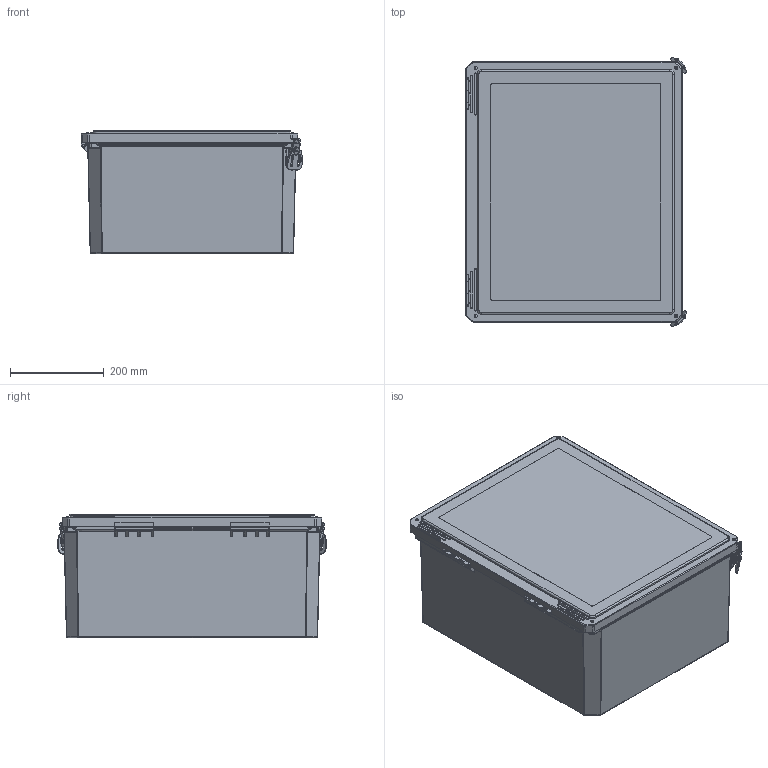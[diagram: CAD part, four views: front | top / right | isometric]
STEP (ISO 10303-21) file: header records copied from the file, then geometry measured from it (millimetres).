
FILE_DESCRIPTION(/* description */ (''),/* implementation_level */ '2;1');
FILE_NAME(/* name */ 'HW-201610CHTLW.stp',/* time_stamp */ '2016-08-25T15:20:47-05:00',/* author */ ('pmescher'),/* organization */ (''),/* preprocessor_version */ 'ST-DEVELOPER v16.5',/* originating_system */ 'Autodesk Inventor 2017',/* authorisation */ '');
FILE_SCHEMA (('AUTOMOTIVE_DESIGN { 1 0 10303 214 3 1 1 }'));
Products named in the file (17): HW-201610CHTLW; DS201610BOX; BRASS INSERT-(; BRASS INSERT-(_1; BRASS INSERT-(_2; DSW201610CVR; GA2016; BRASS INSERT-(_3; DS COVER  BUSH; DS201610A; LOCKWT; part2; AT40007; part1; hinge; part3; RMHINGAT40006-04
Assembly tree (33 placements, depth 3):
  HW-201610CHTLW
    DS201610BOX
    BRASS INSERT-(  x4
    BRASS INSERT-(_1  x4
    BRASS INSERT-(_2  x4
    DSW201610CVR
    GA2016
    BRASS INSERT-(_3  x4
    DS COVER  BUSH  x4
    DS201610A
    LOCKWT  x2
      part2
      AT40007
      part1
      hinge
      part3
    RMHINGAT40006-04  x2
Bounding box: 471.4 x 573.37 x 262.72 mm (x, y, z)
Volume: 5140246 mm3; surface area: 2110086.6 mm2
Topology: 36 solids, 36 shells, 2377 faces, 5865 edges, 3494 vertices
Faces by surface type: cylinder 932, plane 837, bspline 337, torus 185, cone 48, sphere 38
Full cylindrical faces by diameter (mm): 1.267 x4, 1.27 x2, 2.489 x4, 3.429 x4, 3.48 x4, 3.81 x4, 3.861 x8, 3.962 x16, 5.08 x4, 5.3 x4, 5.563 x2, 5.766 x2, 6.248 x16, 6.401 x4, 6.426 x4, 7.938 x2, 9.22 x2, 11.049 x2, 15.24 x2
Entity records: 81837 total; most frequent: CARTESIAN_POINT 31788, DIRECTION 10690, ORIENTED_EDGE 10168, EDGE_CURVE 5082, AXIS2_PLACEMENT_3D 4087, VERTEX_POINT 3091, LINE 2516, VECTOR 2516
